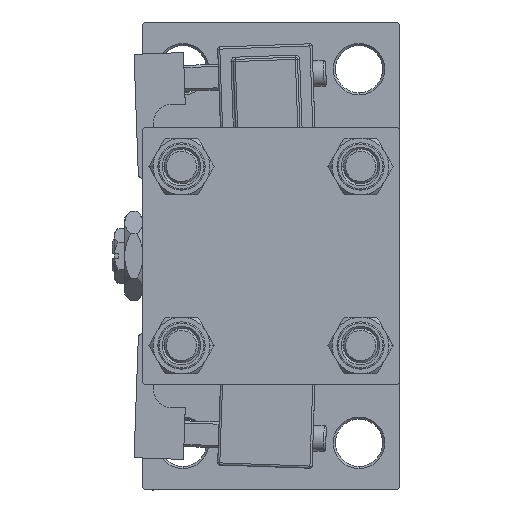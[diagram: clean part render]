
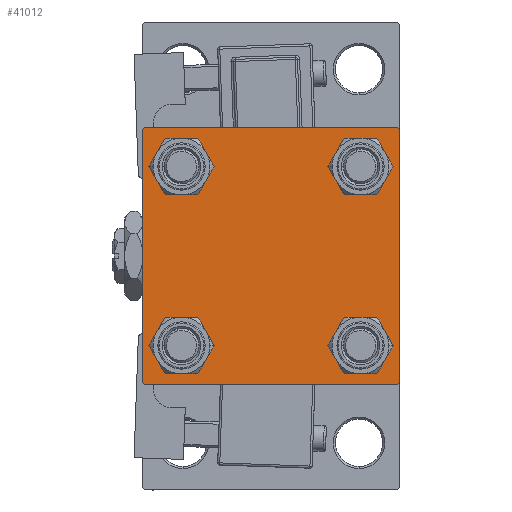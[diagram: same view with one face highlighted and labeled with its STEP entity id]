
A CAD part, left-side view. The second image highlights one B-rep face of the part: STEP entity #41012.
In plain terms, the highlighted planar face has unit normal (-1, 0, 0).
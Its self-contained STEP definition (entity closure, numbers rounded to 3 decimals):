
#240 = CARTESIAN_POINT ( 'NONE',  ( 0., 29.75, 29.75 ) ) ;
#544 = ORIENTED_EDGE ( 'NONE', *, *, #44224, .T. ) ;
#578 = VECTOR ( 'NONE', #44977, 1000. ) ;
#1540 = CIRCLE ( 'NONE', #24326, 4.5 ) ;
#1876 = CIRCLE ( 'NONE', #42220, 4.5 ) ;
#1988 = CARTESIAN_POINT ( 'NONE',  ( 0., 20.85, 20.85 ) ) ;
#2072 = FACE_BOUND ( 'NONE', #17556, .T. ) ;
#2766 = EDGE_CURVE ( 'NONE', #37558, #27545, #37458, .T. ) ;
#3187 = CARTESIAN_POINT ( 'NONE',  ( 0., -20.85, -25.35 ) ) ;
#3624 = ORIENTED_EDGE ( 'NONE', *, *, #23379, .T. ) ;
#5141 = ORIENTED_EDGE ( 'NONE', *, *, #44916, .T. ) ;
#5220 = DIRECTION ( 'NONE',  ( 0., 0., 1. ) ) ;
#5252 = DIRECTION ( 'NONE',  ( 0., -1., 0. ) ) ;
#5325 = EDGE_LOOP ( 'NONE', ( #544, #6324 ) ) ;
#5571 = VECTOR ( 'NONE', #50950, 1000. ) ;
#5705 = ORIENTED_EDGE ( 'NONE', *, *, #11159, .T. ) ;
#5957 = DIRECTION ( 'NONE',  ( 1., 0., 0. ) ) ;
#6298 = AXIS2_PLACEMENT_3D ( 'NONE', #38081, #42472, #25157 ) ;
#6324 = ORIENTED_EDGE ( 'NONE', *, *, #38663, .T. ) ;
#7454 = FACE_BOUND ( 'NONE', #16691, .T. ) ;
#8433 = VERTEX_POINT ( 'NONE', #41749 ) ;
#9278 = DIRECTION ( 'NONE',  ( 0., 0.707, -0.707 ) ) ;
#10354 = CARTESIAN_POINT ( 'NONE',  ( 0., -30., 29.5 ) ) ;
#10540 = CIRCLE ( 'NONE', #24561, 4.5 ) ;
#10839 = ORIENTED_EDGE ( 'NONE', *, *, #51899, .T. ) ;
#10890 = DIRECTION ( 'NONE',  ( 0., 0., 1. ) ) ;
#11159 = EDGE_CURVE ( 'NONE', #23520, #36697, #50163, .T. ) ;
#11206 = CARTESIAN_POINT ( 'NONE',  ( 0., 20.85, 16.35 ) ) ;
#11642 = DIRECTION ( 'NONE',  ( 0., -1., 0. ) ) ;
#11933 = DIRECTION ( 'NONE',  ( 1., 0., 0. ) ) ;
#13160 = VERTEX_POINT ( 'NONE', #28439 ) ;
#13947 = AXIS2_PLACEMENT_3D ( 'NONE', #15699, #32426, #40969 ) ;
#14126 = EDGE_LOOP ( 'NONE', ( #43927, #3624, #19095, #21245, #15914, #39395, #19129, #36443 ) ) ;
#14589 = CARTESIAN_POINT ( 'NONE',  ( 0., -20.85, -16.35 ) ) ;
#14677 = CARTESIAN_POINT ( 'NONE',  ( 0., 20.85, -25.35 ) ) ;
#14904 = CARTESIAN_POINT ( 'NONE',  ( 0., -29.5, -30. ) ) ;
#15699 = CARTESIAN_POINT ( 'NONE',  ( 0., 0., 0. ) ) ;
#15914 = ORIENTED_EDGE ( 'NONE', *, *, #48129, .F. ) ;
#15970 = PLANE ( 'NONE',  #13947 ) ;
#16014 = EDGE_CURVE ( 'NONE', #44619, #23146, #43144, .T. ) ;
#16020 = VECTOR ( 'NONE', #43926, 1000. ) ;
#16040 = CARTESIAN_POINT ( 'NONE',  ( 0., -20.85, -20.85 ) ) ;
#16691 = EDGE_LOOP ( 'NONE', ( #10839, #53410 ) ) ;
#16739 = AXIS2_PLACEMENT_3D ( 'NONE', #31724, #5957, #10890 ) ;
#16904 = DIRECTION ( 'NONE',  ( 1., 0., 0. ) ) ;
#17246 = LINE ( 'NONE', #240, #37440 ) ;
#17556 = EDGE_LOOP ( 'NONE', ( #5141, #34728 ) ) ;
#17812 = VERTEX_POINT ( 'NONE', #3187 ) ;
#18714 = DIRECTION ( 'NONE',  ( 1., 0., 0. ) ) ;
#19095 = ORIENTED_EDGE ( 'NONE', *, *, #2766, .T. ) ;
#19129 = ORIENTED_EDGE ( 'NONE', *, *, #16014, .F. ) ;
#19533 = EDGE_CURVE ( 'NONE', #30209, #23146, #51509, .T. ) ;
#19984 = LINE ( 'NONE', #40317, #578 ) ;
#20085 = FACE_OUTER_BOUND ( 'NONE', #14126, .T. ) ;
#20559 = VERTEX_POINT ( 'NONE', #14677 ) ;
#20614 = EDGE_CURVE ( 'NONE', #13160, #40616, #23222, .T. ) ;
#20694 = CARTESIAN_POINT ( 'NONE',  ( 0., 30., -30. ) ) ;
#21013 = CARTESIAN_POINT ( 'NONE',  ( 0., 20.85, -20.85 ) ) ;
#21160 = DIRECTION ( 'NONE',  ( 1., 0., 0. ) ) ;
#21245 = ORIENTED_EDGE ( 'NONE', *, *, #27333, .T. ) ;
#21422 = CARTESIAN_POINT ( 'NONE',  ( 0., -29.5, 30. ) ) ;
#21649 = CARTESIAN_POINT ( 'NONE',  ( 0., -20.85, 25.35 ) ) ;
#23146 = VERTEX_POINT ( 'NONE', #21422 ) ;
#23222 = CIRCLE ( 'NONE', #45279, 4.5 ) ;
#23379 = EDGE_CURVE ( 'NONE', #33151, #37558, #19984, .T. ) ;
#23520 = VERTEX_POINT ( 'NONE', #11206 ) ;
#23536 = VECTOR ( 'NONE', #41986, 1000. ) ;
#23556 = EDGE_LOOP ( 'NONE', ( #49337, #5705 ) ) ;
#23837 = CIRCLE ( 'NONE', #6298, 4.5 ) ;
#23846 = CARTESIAN_POINT ( 'NONE',  ( 0., -30., 30. ) ) ;
#23865 = VERTEX_POINT ( 'NONE', #28627 ) ;
#24176 = VECTOR ( 'NONE', #30596, 1000. ) ;
#24326 = AXIS2_PLACEMENT_3D ( 'NONE', #46342, #50483, #29838 ) ;
#24544 = EDGE_CURVE ( 'NONE', #44619, #36240, #17246, .T. ) ;
#24561 = AXIS2_PLACEMENT_3D ( 'NONE', #21013, #16904, #46291 ) ;
#25157 = DIRECTION ( 'NONE',  ( 0., 0., 1. ) ) ;
#25488 = LINE ( 'NONE', #32899, #23536 ) ;
#27333 = EDGE_CURVE ( 'NONE', #27545, #23865, #34164, .T. ) ;
#27545 = VERTEX_POINT ( 'NONE', #14904 ) ;
#28105 = DIRECTION ( 'NONE',  ( 0., 0., 1. ) ) ;
#28439 = CARTESIAN_POINT ( 'NONE',  ( 0., -20.85, 16.35 ) ) ;
#28627 = CARTESIAN_POINT ( 'NONE',  ( 0., -30., -29.5 ) ) ;
#29801 = CARTESIAN_POINT ( 'NONE',  ( 0., -29.75, 29.75 ) ) ;
#29838 = DIRECTION ( 'NONE',  ( 0., 0., 1. ) ) ;
#30209 = VERTEX_POINT ( 'NONE', #10354 ) ;
#30487 = CARTESIAN_POINT ( 'NONE',  ( 0., 30., 30. ) ) ;
#30596 = DIRECTION ( 'NONE',  ( 0., 0.707, 0.707 ) ) ;
#31724 = CARTESIAN_POINT ( 'NONE',  ( 0., -20.85, 20.85 ) ) ;
#32426 = DIRECTION ( 'NONE',  ( -1., 0., 0. ) ) ;
#32601 = CARTESIAN_POINT ( 'NONE',  ( 0., 30., -29.5 ) ) ;
#32628 = LINE ( 'NONE', #23846, #16020 ) ;
#32899 = CARTESIAN_POINT ( 'NONE',  ( 0., 30., 30. ) ) ;
#33151 = VERTEX_POINT ( 'NONE', #32601 ) ;
#33310 = DIRECTION ( 'NONE',  ( 0., 0., 1. ) ) ;
#34026 = VERTEX_POINT ( 'NONE', #14589 ) ;
#34164 = LINE ( 'NONE', #51479, #5571 ) ;
#34728 = ORIENTED_EDGE ( 'NONE', *, *, #20614, .T. ) ;
#35043 = EDGE_CURVE ( 'NONE', #36697, #23520, #45362, .T. ) ;
#36240 = VERTEX_POINT ( 'NONE', #36391 ) ;
#36391 = CARTESIAN_POINT ( 'NONE',  ( 0., 30., 29.5 ) ) ;
#36443 = ORIENTED_EDGE ( 'NONE', *, *, #24544, .T. ) ;
#36697 = VERTEX_POINT ( 'NONE', #49295 ) ;
#37440 = VECTOR ( 'NONE', #9278, 1000. ) ;
#37458 = LINE ( 'NONE', #20694, #51693 ) ;
#37558 = VERTEX_POINT ( 'NONE', #52947 ) ;
#38081 = CARTESIAN_POINT ( 'NONE',  ( 0., -20.85, -20.85 ) ) ;
#38663 = EDGE_CURVE ( 'NONE', #20559, #8433, #1540, .T. ) ;
#39395 = ORIENTED_EDGE ( 'NONE', *, *, #19533, .T. ) ;
#40107 = AXIS2_PLACEMENT_3D ( 'NONE', #51105, #21160, #5220 ) ;
#40130 = DIRECTION ( 'NONE',  ( 0., 0., 1. ) ) ;
#40317 = CARTESIAN_POINT ( 'NONE',  ( 0., 29.75, -29.75 ) ) ;
#40508 = EDGE_CURVE ( 'NONE', #36240, #33151, #25488, .T. ) ;
#40616 = VERTEX_POINT ( 'NONE', #21649 ) ;
#40969 = DIRECTION ( 'NONE',  ( 0., 0., 1. ) ) ;
#41012 = ADVANCED_FACE ( 'NONE', ( #2072, #7454, #45084, #41237, #20085 ), #15970, .T. ) ;
#41237 = FACE_BOUND ( 'NONE', #23556, .T. ) ;
#41749 = CARTESIAN_POINT ( 'NONE',  ( 0., 20.85, -16.35 ) ) ;
#41986 = DIRECTION ( 'NONE',  ( 0., 0., -1. ) ) ;
#42220 = AXIS2_PLACEMENT_3D ( 'NONE', #16040, #45978, #33310 ) ;
#42472 = DIRECTION ( 'NONE',  ( 1., 0., 0. ) ) ;
#43144 = LINE ( 'NONE', #30487, #50363 ) ;
#43381 = CARTESIAN_POINT ( 'NONE',  ( 0., 29.5, 30. ) ) ;
#43926 = DIRECTION ( 'NONE',  ( 0., 0., -1. ) ) ;
#43927 = ORIENTED_EDGE ( 'NONE', *, *, #40508, .T. ) ;
#44025 = AXIS2_PLACEMENT_3D ( 'NONE', #1988, #18714, #40130 ) ;
#44224 = EDGE_CURVE ( 'NONE', #8433, #20559, #10540, .T. ) ;
#44619 = VERTEX_POINT ( 'NONE', #43381 ) ;
#44916 = EDGE_CURVE ( 'NONE', #40616, #13160, #53601, .T. ) ;
#44977 = DIRECTION ( 'NONE',  ( 0., -0.707, -0.707 ) ) ;
#45084 = FACE_BOUND ( 'NONE', #5325, .T. ) ;
#45279 = AXIS2_PLACEMENT_3D ( 'NONE', #53411, #11933, #28105 ) ;
#45362 = CIRCLE ( 'NONE', #40107, 4.5 ) ;
#45978 = DIRECTION ( 'NONE',  ( 1., 0., 0. ) ) ;
#46291 = DIRECTION ( 'NONE',  ( 0., 0., 1. ) ) ;
#46342 = CARTESIAN_POINT ( 'NONE',  ( 0., 20.85, -20.85 ) ) ;
#48129 = EDGE_CURVE ( 'NONE', #30209, #23865, #32628, .T. ) ;
#49295 = CARTESIAN_POINT ( 'NONE',  ( 0., 20.85, 25.35 ) ) ;
#49337 = ORIENTED_EDGE ( 'NONE', *, *, #35043, .T. ) ;
#50163 = CIRCLE ( 'NONE', #44025, 4.5 ) ;
#50363 = VECTOR ( 'NONE', #5252, 1000. ) ;
#50483 = DIRECTION ( 'NONE',  ( 1., 0., 0. ) ) ;
#50950 = DIRECTION ( 'NONE',  ( 0., -0.707, 0.707 ) ) ;
#51105 = CARTESIAN_POINT ( 'NONE',  ( 0., 20.85, 20.85 ) ) ;
#51118 = EDGE_CURVE ( 'NONE', #17812, #34026, #1876, .T. ) ;
#51479 = CARTESIAN_POINT ( 'NONE',  ( 0., -29.75, -29.75 ) ) ;
#51509 = LINE ( 'NONE', #29801, #24176 ) ;
#51693 = VECTOR ( 'NONE', #11642, 1000. ) ;
#51899 = EDGE_CURVE ( 'NONE', #34026, #17812, #23837, .T. ) ;
#52947 = CARTESIAN_POINT ( 'NONE',  ( 0., 29.5, -30. ) ) ;
#53410 = ORIENTED_EDGE ( 'NONE', *, *, #51118, .T. ) ;
#53411 = CARTESIAN_POINT ( 'NONE',  ( 0., -20.85, 20.85 ) ) ;
#53601 = CIRCLE ( 'NONE', #16739, 4.5 ) ;
